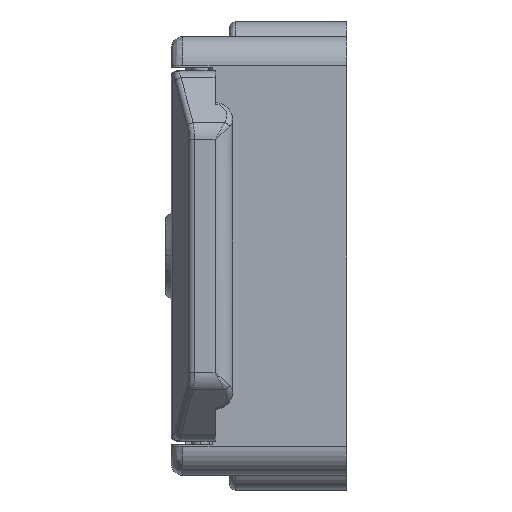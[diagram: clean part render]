
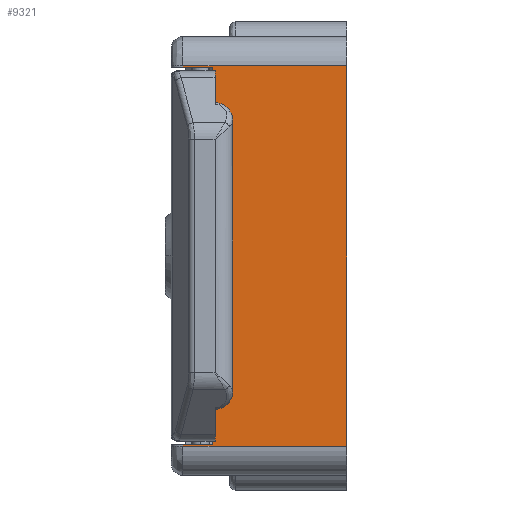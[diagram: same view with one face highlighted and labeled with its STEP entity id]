
A CAD part, left-side view. The second image highlights one B-rep face of the part: STEP entity #9321.
In plain terms, the highlighted planar face has unit normal (-1, 0, 0).
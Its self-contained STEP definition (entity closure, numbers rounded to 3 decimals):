
#39 = VECTOR ( 'NONE', #2264, 1000. ) ;
#125 = FACE_OUTER_BOUND ( 'NONE', #5373, .T. ) ;
#314 = CARTESIAN_POINT ( 'NONE',  ( -26.5, 0., -32.5 ) ) ;
#468 = LINE ( 'NONE', #2991, #607 ) ;
#549 = LINE ( 'NONE', #2273, #39 ) ;
#607 = VECTOR ( 'NONE', #2807, 1000. ) ;
#2024 = ORIENTED_EDGE ( 'NONE', *, *, #8090, .F. ) ;
#2170 = VERTEX_POINT ( 'NONE', #11150 ) ;
#2264 = DIRECTION ( 'NONE',  ( 0., 0., 1. ) ) ;
#2273 = CARTESIAN_POINT ( 'NONE',  ( -26.5, 28., -37.5 ) ) ;
#2309 = AXIS2_PLACEMENT_3D ( 'NONE', #3865, #2855, #2658 ) ;
#2658 = DIRECTION ( 'NONE',  ( 0., 0., -1. ) ) ;
#2807 = DIRECTION ( 'NONE',  ( 0., 0., 1. ) ) ;
#2855 = DIRECTION ( 'NONE',  ( 1., 0., 0. ) ) ;
#2871 = LINE ( 'NONE', #4515, #3011 ) ;
#2936 = PLANE ( 'NONE',  #2309 ) ;
#2991 = CARTESIAN_POINT ( 'NONE',  ( -26.5, 28., -37.5 ) ) ;
#3011 = VECTOR ( 'NONE', #4473, 1000. ) ;
#3038 = ORIENTED_EDGE ( 'NONE', *, *, #6434, .F. ) ;
#3805 = VECTOR ( 'NONE', #6674, 1000. ) ;
#3865 = CARTESIAN_POINT ( 'NONE',  ( -26.5, 30., 37.5 ) ) ;
#3911 = VERTEX_POINT ( 'NONE', #8753 ) ;
#3915 = VERTEX_POINT ( 'NONE', #8783 ) ;
#3931 = LINE ( 'NONE', #6701, #3805 ) ;
#4157 = ORIENTED_EDGE ( 'NONE', *, *, #7169, .F. ) ;
#4462 = CARTESIAN_POINT ( 'NONE',  ( -26.5, 28., 32.25 ) ) ;
#4473 = DIRECTION ( 'NONE',  ( 0., 1., 0. ) ) ;
#4515 = CARTESIAN_POINT ( 'NONE',  ( -26.5, 30., 32.25 ) ) ;
#5371 = ORIENTED_EDGE ( 'NONE', *, *, #7697, .F. ) ;
#5373 = EDGE_LOOP ( 'NONE', ( #10755, #9466, #7915, #2024, #6486, #3038, #5371, #4157 ) ) ;
#5430 = LINE ( 'NONE', #7649, #9974 ) ;
#5767 = VERTEX_POINT ( 'NONE', #314 ) ;
#5842 = VERTEX_POINT ( 'NONE', #11180 ) ;
#6434 = EDGE_CURVE ( 'NONE', #2170, #5767, #9497, .T. ) ;
#6486 = ORIENTED_EDGE ( 'NONE', *, *, #6899, .F. ) ;
#6595 = VECTOR ( 'NONE', #8357, 1000. ) ;
#6674 = DIRECTION ( 'NONE',  ( 0., 1., 0. ) ) ;
#6701 = CARTESIAN_POINT ( 'NONE',  ( -26.5, 30., -32.5 ) ) ;
#6885 = VERTEX_POINT ( 'NONE', #7084 ) ;
#6899 = EDGE_CURVE ( 'NONE', #5767, #5842, #3931, .T. ) ;
#6970 = EDGE_CURVE ( 'NONE', #3911, #8585, #2871, .T. ) ;
#7084 = CARTESIAN_POINT ( 'NONE',  ( -26.5, 28., 32.5 ) ) ;
#7169 = EDGE_CURVE ( 'NONE', #8585, #6885, #549, .T. ) ;
#7335 = DIRECTION ( 'NONE',  ( 0., 0., -1. ) ) ;
#7508 = EDGE_CURVE ( 'NONE', #3915, #9251, #10310, .T. ) ;
#7543 = DIRECTION ( 'NONE',  ( 0., -1., 0. ) ) ;
#7578 = CARTESIAN_POINT ( 'NONE',  ( -26.5, 23., -32.25 ) ) ;
#7649 = CARTESIAN_POINT ( 'NONE',  ( -26.5, 30., 32.5 ) ) ;
#7697 = EDGE_CURVE ( 'NONE', #6885, #2170, #5430, .T. ) ;
#7751 = LINE ( 'NONE', #8431, #6595 ) ;
#7915 = ORIENTED_EDGE ( 'NONE', *, *, #7508, .F. ) ;
#8090 = EDGE_CURVE ( 'NONE', #5842, #3915, #468, .T. ) ;
#8357 = DIRECTION ( 'NONE',  ( 0., 0., 1. ) ) ;
#8431 = CARTESIAN_POINT ( 'NONE',  ( -26.5, 23., 37.5 ) ) ;
#8585 = VERTEX_POINT ( 'NONE', #4462 ) ;
#8753 = CARTESIAN_POINT ( 'NONE',  ( -26.5, 23., 32.25 ) ) ;
#8783 = CARTESIAN_POINT ( 'NONE',  ( -26.5, 28., -32.25 ) ) ;
#9250 = DIRECTION ( 'NONE',  ( 0., -1., 0. ) ) ;
#9251 = VERTEX_POINT ( 'NONE', #7578 ) ;
#9258 = CARTESIAN_POINT ( 'NONE',  ( -26.5, 30., -32.25 ) ) ;
#9321 = ADVANCED_FACE ( 'NONE', ( #125 ), #2936, .F. ) ;
#9454 = VECTOR ( 'NONE', #7335, 1000. ) ;
#9466 = ORIENTED_EDGE ( 'NONE', *, *, #9547, .F. ) ;
#9497 = LINE ( 'NONE', #10845, #9454 ) ;
#9547 = EDGE_CURVE ( 'NONE', #9251, #3911, #7751, .T. ) ;
#9668 = VECTOR ( 'NONE', #9250, 1000. ) ;
#9974 = VECTOR ( 'NONE', #7543, 1000. ) ;
#10310 = LINE ( 'NONE', #9258, #9668 ) ;
#10755 = ORIENTED_EDGE ( 'NONE', *, *, #6970, .F. ) ;
#10845 = CARTESIAN_POINT ( 'NONE',  ( -26.5, 0., -37.5 ) ) ;
#11150 = CARTESIAN_POINT ( 'NONE',  ( -26.5, 0., 32.5 ) ) ;
#11180 = CARTESIAN_POINT ( 'NONE',  ( -26.5, 28., -32.5 ) ) ;
